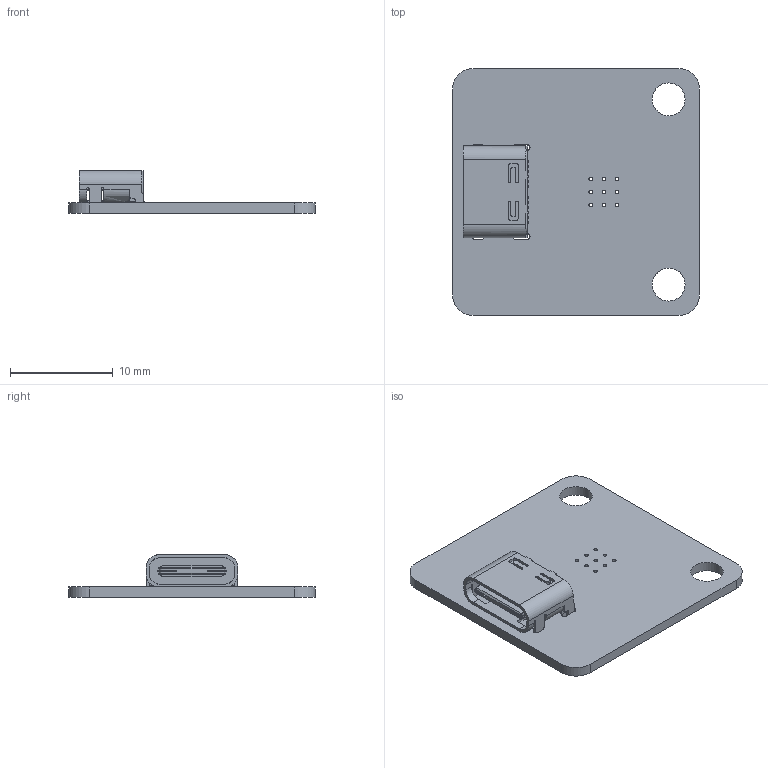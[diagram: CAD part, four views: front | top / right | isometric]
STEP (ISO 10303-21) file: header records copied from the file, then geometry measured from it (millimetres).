
FILE_DESCRIPTION(('KiCad electronic assembly'),'2;1');
FILE_NAME('Remove_A1.step','2023-07-11T13:23:38',('Pcbnew'),('Kicad'), 'Open CASCADE STEP processor 7.5','KiCad to STEP converter','Unknown' );
FILE_SCHEMA(('AUTOMOTIVE_DESIGN { 1 0 10303 214 1 1 1 1 }'));
Length unit declared in the file: millimetre
Products named in the file (4): Remove_A1 1; 1054500101; COMPOUND; Remove_A1 PCB
Assembly tree (3 placements, depth 3):
  Remove_A1 1
    1054500101
      COMPOUND
    Remove_A1 PCB
Bounding box: 24 x 24 x 4.13 mm (x, y, z)
Volume: 655.5 mm3; surface area: 1576.9 mm2
Topology: 2 solids, 2 shells, 436 faces, 1317 edges, 1028 vertices
Faces by surface type: bspline 397, cylinder 25, plane 14
Full cylindrical faces by diameter (mm): 0.35 x9, 0.65 x2, 3.2 x2
Entity records: 27747 total; most frequent: CARTESIAN_POINT 11630, B_SPLINE_CURVE_WITH_KNOTS 2858, ORIENTED_EDGE 2378, PCURVE 2378, DEFINITIONAL_REPRESENTATION 2378, EDGE_CURVE 1189, SURFACE_CURVE 1176, VERTEX_POINT 772
